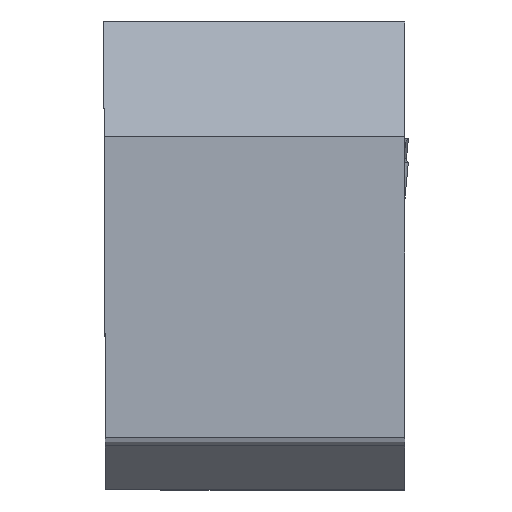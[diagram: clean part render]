
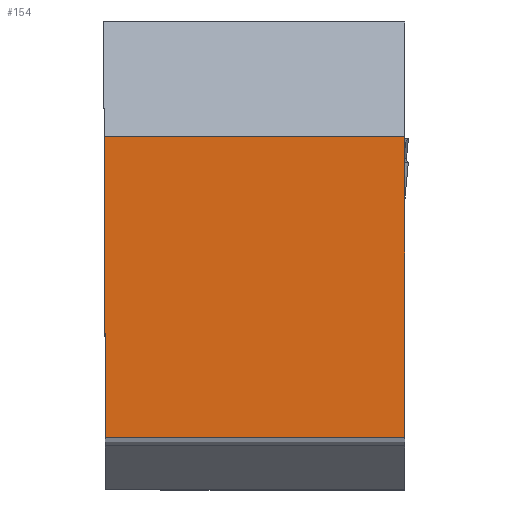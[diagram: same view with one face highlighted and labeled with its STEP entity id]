
A CAD part, top view. The second image highlights one B-rep face of the part: STEP entity #154.
In plain terms, the highlighted planar face has unit normal (0, 0, 1).
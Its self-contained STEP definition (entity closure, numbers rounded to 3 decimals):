
#154=ADVANCED_FACE('BLANK_BOXF006',(#269),#218,.T.);
#218=PLANE('',#1463);
#269=FACE_OUTER_BOUND('',#335,.T.);
#335=EDGE_LOOP('',(#497,#498,#499,#500));
#497=ORIENTED_EDGE('',*,*,#951,.T.);
#498=ORIENTED_EDGE('',*,*,#972,.F.);
#499=ORIENTED_EDGE('',*,*,#911,.T.);
#500=ORIENTED_EDGE('',*,*,#973,.T.);
#788=VERTEX_POINT('',#1892);
#789=VERTEX_POINT('',#1894);
#823=VERTEX_POINT('',#1979);
#824=VERTEX_POINT('',#1981);
#911=EDGE_CURVE('',#789,#788,#1096,.T.);
#951=EDGE_CURVE('',#824,#823,#1130,.T.);
#972=EDGE_CURVE('',#789,#823,#1148,.T.);
#973=EDGE_CURVE('',#788,#824,#1149,.T.);
#1096=LINE('',#1893,#1239);
#1130=LINE('',#1980,#1273);
#1148=LINE('',#2034,#1291);
#1149=LINE('',#2035,#1292);
#1239=VECTOR('',#1548,1.);
#1273=VECTOR('',#1604,1.);
#1291=VECTOR('',#1640,1.);
#1292=VECTOR('',#1641,1.);
#1463=AXIS2_PLACEMENT_3D('',#2036,#1642,#1643);
#1548=DIRECTION('',(0.,1.,0.));
#1604=DIRECTION('',(0.004,-1.,0.));
#1640=DIRECTION('',(-1.,0.,0.));
#1641=DIRECTION('',(-1.,0.,0.));
#1642=DIRECTION('',(0.,0.,1.));
#1643=DIRECTION('',(1.,0.,0.));
#1892=CARTESIAN_POINT('',(12.6,12.6,0.));
#1893=CARTESIAN_POINT('',(12.6,18.6,0.));
#1894=CARTESIAN_POINT('',(12.6,0.,0.));
#1979=CARTESIAN_POINT('',(0.055,0.,0.));
#1980=CARTESIAN_POINT('',(-0.027,18.696,0.));
#1981=CARTESIAN_POINT('',(0.,12.6,0.));
#2034=CARTESIAN_POINT('',(-22.,0.,0.));
#2035=CARTESIAN_POINT('',(-22.,12.6,0.));
#2036=CARTESIAN_POINT('',(-22.,18.6,0.));
